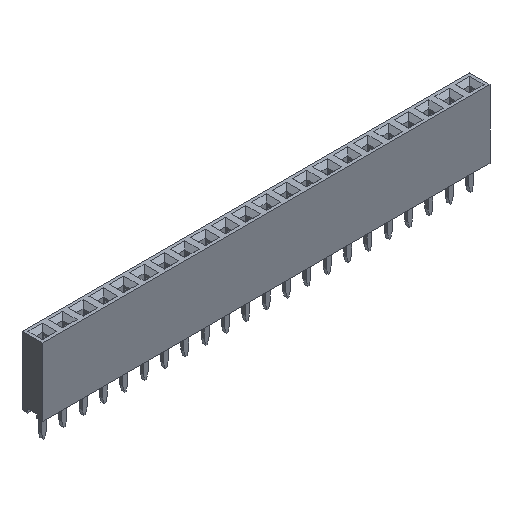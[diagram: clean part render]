
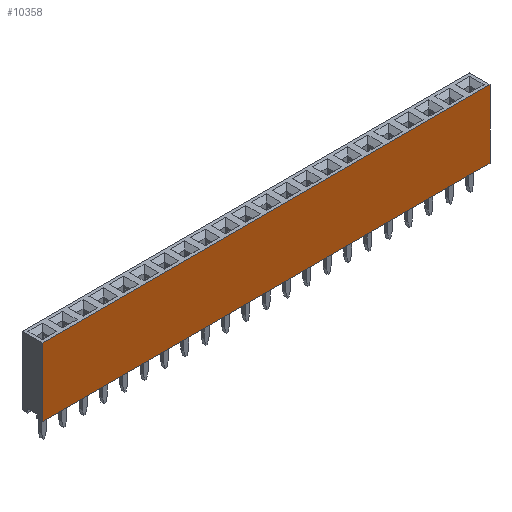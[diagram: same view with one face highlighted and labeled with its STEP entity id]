
A CAD part, isometric view. The second image highlights one B-rep face of the part: STEP entity #10358.
In plain terms, the highlighted planar face has unit normal (0, -1, 0).
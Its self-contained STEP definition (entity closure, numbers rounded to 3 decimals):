
#10358=ADVANCED_FACE('',(#18938),#18940,.T.);
#18938=FACE_BOUND('',#18939,.T.);
#18939=EDGE_LOOP('',(#25605,#25606,#25607,#25608));
#18940=PLANE('',#18941);
#18941=AXIS2_PLACEMENT_3D('',#18942,#18943,#18944);
#18942=CARTESIAN_POINT('',(-1.27,-1.27,0.));
#18943=DIRECTION('',(0.,-1.,0.));
#18944=DIRECTION('',(1.,0.,0.));
#25605=ORIENTED_EDGE('',*,*,#29039,.T.);
#25606=ORIENTED_EDGE('',*,*,#28792,.T.);
#25607=ORIENTED_EDGE('',*,*,#28993,.F.);
#25608=ORIENTED_EDGE('',*,*,#28781,.F.);
#28781=EDGE_CURVE('',#34005,#34007,#34008,.T.);
#28792=EDGE_CURVE('',#34027,#34025,#34028,.T.);
#28993=EDGE_CURVE('',#34007,#34025,#34253,.T.);
#29039=EDGE_CURVE('',#34005,#34027,#34303,.T.);
#34005=VERTEX_POINT('',#45525);
#34007=VERTEX_POINT('',#45529);
#34008=LINE('',#45530,#45531);
#34025=VERTEX_POINT('',#45567);
#34027=VERTEX_POINT('',#45571);
#34028=LINE('',#45572,#45573);
#34253=LINE('',#46203,#46204);
#34303=LINE('',#46345,#46346);
#45525=CARTESIAN_POINT('',(-1.27,-1.27,0.));
#45529=CARTESIAN_POINT('',(-1.27,-1.27,8.5));
#45530=CARTESIAN_POINT('',(-1.27,-1.27,0.));
#45531=VECTOR('',#45532,1.);
#45532=DIRECTION('',(0.,0.,1.));
#45567=CARTESIAN_POINT('',(54.61,-1.27,8.5));
#45571=CARTESIAN_POINT('',(54.61,-1.27,0.));
#45572=CARTESIAN_POINT('',(54.61,-1.27,0.));
#45573=VECTOR('',#45574,1.);
#45574=DIRECTION('',(0.,0.,1.));
#46203=CARTESIAN_POINT('',(-1.27,-1.27,8.5));
#46204=VECTOR('',#46205,1.);
#46205=DIRECTION('',(1.,0.,0.));
#46345=CARTESIAN_POINT('',(-1.27,-1.27,0.));
#46346=VECTOR('',#46347,1.);
#46347=DIRECTION('',(1.,0.,0.));
